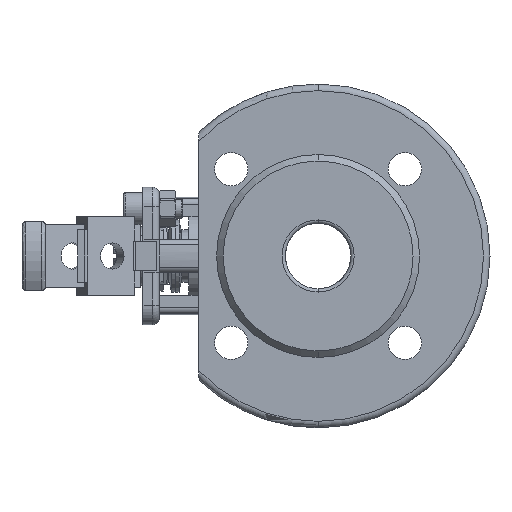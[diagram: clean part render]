
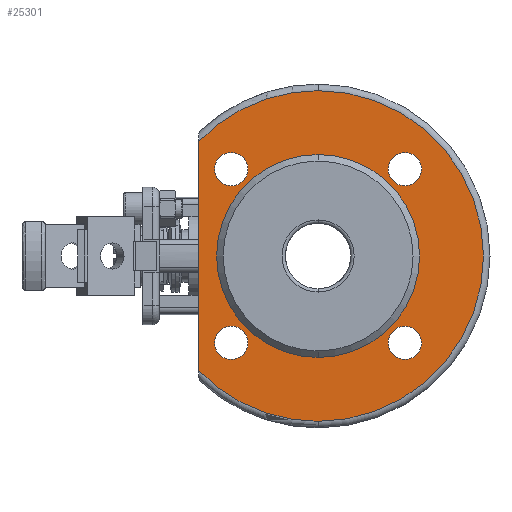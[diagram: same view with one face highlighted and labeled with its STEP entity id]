
A CAD part, left-side view. The second image highlights one B-rep face of the part: STEP entity #25301.
In plain terms, the highlighted planar face has unit normal (-1, 0, 0).
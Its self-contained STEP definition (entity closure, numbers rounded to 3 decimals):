
#504 = CARTESIAN_POINT ( 'NONE',  ( -20., 0., 0. ) ) ;
#1024 = EDGE_LOOP ( 'NONE', ( #33146, #29009 ) ) ;
#1378 = DIRECTION ( 'NONE',  ( -1., 0., 0. ) ) ;
#1560 = DIRECTION ( 'NONE',  ( -1., 0., 0. ) ) ;
#1769 = PLANE ( 'NONE',  #24878 ) ;
#1799 = DIRECTION ( 'NONE',  ( 0., 0., 1. ) ) ;
#1880 = CARTESIAN_POINT ( 'NONE',  ( -20., 36.5, 0. ) ) ;
#1925 = DIRECTION ( 'NONE',  ( -1., 0., 0. ) ) ;
#1977 = ORIENTED_EDGE ( 'NONE', *, *, #7499, .F. ) ;
#2120 = DIRECTION ( 'NONE',  ( 0., 0., 1. ) ) ;
#2662 = FACE_BOUND ( 'NONE', #23290, .T. ) ;
#2698 = DIRECTION ( 'NONE',  ( 0., 0., 1. ) ) ;
#3028 = AXIS2_PLACEMENT_3D ( 'NONE', #27219, #5249, #18949 ) ;
#3066 = AXIS2_PLACEMENT_3D ( 'NONE', #504, #6123, #5993 ) ;
#3083 = CARTESIAN_POINT ( 'NONE',  ( -20., 0., 0. ) ) ;
#3405 = EDGE_CURVE ( 'NONE', #29815, #33642, #16702, .T. ) ;
#4209 = ORIENTED_EDGE ( 'NONE', *, *, #19586, .F. ) ;
#4325 = ORIENTED_EDGE ( 'NONE', *, *, #10281, .F. ) ;
#4557 = VERTEX_POINT ( 'NONE', #17507 ) ;
#4654 = EDGE_CURVE ( 'NONE', #26472, #11626, #15796, .T. ) ;
#4691 = CARTESIAN_POINT ( 'NONE',  ( -20., 0., 50.5 ) ) ;
#4830 = VERTEX_POINT ( 'NONE', #14793 ) ;
#5139 = CARTESIAN_POINT ( 'NONE',  ( -20., 36.5, -34.9 ) ) ;
#5233 = AXIS2_PLACEMENT_3D ( 'NONE', #24715, #19629, #27632 ) ;
#5249 = DIRECTION ( 'NONE',  ( -1., 0., 0. ) ) ;
#5292 = DIRECTION ( 'NONE',  ( -1., 0., 0. ) ) ;
#5592 = VERTEX_POINT ( 'NONE', #33652 ) ;
#5940 = VECTOR ( 'NONE', #10526, 1000. ) ;
#5993 = DIRECTION ( 'NONE',  ( 0., 0., 1. ) ) ;
#6123 = DIRECTION ( 'NONE',  ( -1., 0., 0. ) ) ;
#7000 = EDGE_CURVE ( 'NONE', #19178, #26125, #30466, .T. ) ;
#7010 = DIRECTION ( 'NONE',  ( 0., 0., 1. ) ) ;
#7402 = DIRECTION ( 'NONE',  ( 0., 0., 1. ) ) ;
#7499 = EDGE_CURVE ( 'NONE', #13702, #4830, #32182, .T. ) ;
#7580 = EDGE_CURVE ( 'NONE', #7786, #5592, #36060, .T. ) ;
#7786 = VERTEX_POINT ( 'NONE', #13632 ) ;
#8312 = DIRECTION ( 'NONE',  ( 0., 0., 1. ) ) ;
#8319 = CIRCLE ( 'NONE', #3028, 50.5 ) ;
#9455 = AXIS2_PLACEMENT_3D ( 'NONE', #3083, #13752, #2698 ) ;
#10281 = EDGE_CURVE ( 'NONE', #20504, #4557, #11589, .T. ) ;
#10526 = DIRECTION ( 'NONE',  ( 0., 0., 1. ) ) ;
#10801 = CIRCLE ( 'NONE', #9455, 50.5 ) ;
#11380 = FACE_BOUND ( 'NONE', #21454, .T. ) ;
#11589 = LINE ( 'NONE', #1880, #5940 ) ;
#11626 = VERTEX_POINT ( 'NONE', #14569 ) ;
#11910 = EDGE_CURVE ( 'NONE', #26125, #19178, #12442, .T. ) ;
#12036 = DIRECTION ( 'NONE',  ( 0., 0., 1. ) ) ;
#12310 = EDGE_CURVE ( 'NONE', #28058, #4557, #28918, .T. ) ;
#12442 = CIRCLE ( 'NONE', #12798, 5.1 ) ;
#12798 = AXIS2_PLACEMENT_3D ( 'NONE', #21778, #1925, #35459 ) ;
#13057 = ORIENTED_EDGE ( 'NONE', *, *, #25536, .T. ) ;
#13632 = CARTESIAN_POINT ( 'NONE',  ( -20., 26.517, -31.617 ) ) ;
#13696 = CARTESIAN_POINT ( 'NONE',  ( -20., -26.517, -26.517 ) ) ;
#13702 = VERTEX_POINT ( 'NONE', #18268 ) ;
#13752 = DIRECTION ( 'NONE',  ( -1., 0., 0. ) ) ;
#14569 = CARTESIAN_POINT ( 'NONE',  ( -20., 26.517, 21.417 ) ) ;
#14793 = CARTESIAN_POINT ( 'NONE',  ( -20., -26.517, 21.417 ) ) ;
#15709 = FACE_BOUND ( 'NONE', #29310, .T. ) ;
#15796 = CIRCLE ( 'NONE', #33315, 5.1 ) ;
#16702 = CIRCLE ( 'NONE', #3066, 31. ) ;
#16719 = DIRECTION ( 'NONE',  ( -1., 0., 0. ) ) ;
#17184 = CIRCLE ( 'NONE', #33566, 5.1 ) ;
#17285 = EDGE_CURVE ( 'NONE', #4830, #13702, #17184, .T. ) ;
#17507 = CARTESIAN_POINT ( 'NONE',  ( -20., 36.5, 34.9 ) ) ;
#17680 = ORIENTED_EDGE ( 'NONE', *, *, #11910, .F. ) ;
#17832 = CARTESIAN_POINT ( 'NONE',  ( -20., 26.517, -26.517 ) ) ;
#18020 = CARTESIAN_POINT ( 'NONE',  ( -20., 26.517, 31.617 ) ) ;
#18268 = CARTESIAN_POINT ( 'NONE',  ( -20., -26.517, 31.617 ) ) ;
#18403 = CARTESIAN_POINT ( 'NONE',  ( -20., -26.517, -31.617 ) ) ;
#18949 = DIRECTION ( 'NONE',  ( 0., 0., 1. ) ) ;
#19178 = VERTEX_POINT ( 'NONE', #35084 ) ;
#19295 = DIRECTION ( 'NONE',  ( -1., 0., 0. ) ) ;
#19586 = EDGE_CURVE ( 'NONE', #5592, #7786, #34873, .T. ) ;
#19629 = DIRECTION ( 'NONE',  ( -1., 0., 0. ) ) ;
#20082 = ORIENTED_EDGE ( 'NONE', *, *, #7580, .F. ) ;
#20233 = EDGE_LOOP ( 'NONE', ( #27404, #1977 ) ) ;
#20504 = VERTEX_POINT ( 'NONE', #5139 ) ;
#21251 = DIRECTION ( 'NONE',  ( -1., 0., 0. ) ) ;
#21454 = EDGE_LOOP ( 'NONE', ( #20082, #4209 ) ) ;
#21778 = CARTESIAN_POINT ( 'NONE',  ( -20., -26.517, -26.517 ) ) ;
#21856 = DIRECTION ( 'NONE',  ( 0., 0., 1. ) ) ;
#22195 = AXIS2_PLACEMENT_3D ( 'NONE', #34768, #1560, #1799 ) ;
#22255 = FACE_BOUND ( 'NONE', #20233, .T. ) ;
#22702 = AXIS2_PLACEMENT_3D ( 'NONE', #25069, #5292, #8312 ) ;
#23290 = EDGE_LOOP ( 'NONE', ( #26426, #25075 ) ) ;
#23364 = CIRCLE ( 'NONE', #34041, 31. ) ;
#23897 = CARTESIAN_POINT ( 'NONE',  ( -20., -52.5, 0. ) ) ;
#24249 = CARTESIAN_POINT ( 'NONE',  ( -20., 26.517, 26.517 ) ) ;
#24715 = CARTESIAN_POINT ( 'NONE',  ( -20., -26.517, 26.517 ) ) ;
#24878 = AXIS2_PLACEMENT_3D ( 'NONE', #23897, #21251, #7402 ) ;
#24961 = CARTESIAN_POINT ( 'NONE',  ( -20., 0., -31. ) ) ;
#25069 = CARTESIAN_POINT ( 'NONE',  ( -20., 26.517, -26.517 ) ) ;
#25075 = ORIENTED_EDGE ( 'NONE', *, *, #4654, .F. ) ;
#25301 = ADVANCED_FACE ( 'NONE', ( #2662, #22255, #15709, #11380, #28778, #30923 ), #1769, .T. ) ;
#25536 = EDGE_CURVE ( 'NONE', #20504, #29212, #8319, .T. ) ;
#26125 = VERTEX_POINT ( 'NONE', #18403 ) ;
#26426 = ORIENTED_EDGE ( 'NONE', *, *, #28997, .F. ) ;
#26472 = VERTEX_POINT ( 'NONE', #18020 ) ;
#26885 = ORIENTED_EDGE ( 'NONE', *, *, #7000, .F. ) ;
#27219 = CARTESIAN_POINT ( 'NONE',  ( -20., 0., 0. ) ) ;
#27293 = CIRCLE ( 'NONE', #22195, 5.1 ) ;
#27404 = ORIENTED_EDGE ( 'NONE', *, *, #17285, .F. ) ;
#27632 = DIRECTION ( 'NONE',  ( 0., 0., 1. ) ) ;
#27690 = DIRECTION ( 'NONE',  ( 0., 0., 1. ) ) ;
#28058 = VERTEX_POINT ( 'NONE', #4691 ) ;
#28135 = ORIENTED_EDGE ( 'NONE', *, *, #33398, .T. ) ;
#28778 = FACE_OUTER_BOUND ( 'NONE', #29261, .T. ) ;
#28912 = DIRECTION ( 'NONE',  ( -1., 0., 0. ) ) ;
#28918 = CIRCLE ( 'NONE', #29092, 50.5 ) ;
#28997 = EDGE_CURVE ( 'NONE', #11626, #26472, #27293, .T. ) ;
#29009 = ORIENTED_EDGE ( 'NONE', *, *, #29265, .F. ) ;
#29092 = AXIS2_PLACEMENT_3D ( 'NONE', #34394, #28912, #12036 ) ;
#29212 = VERTEX_POINT ( 'NONE', #35443 ) ;
#29261 = EDGE_LOOP ( 'NONE', ( #4325, #13057, #28135, #31513 ) ) ;
#29265 = EDGE_CURVE ( 'NONE', #33642, #29815, #23364, .T. ) ;
#29310 = EDGE_LOOP ( 'NONE', ( #17680, #26885 ) ) ;
#29815 = VERTEX_POINT ( 'NONE', #24961 ) ;
#30466 = CIRCLE ( 'NONE', #32680, 5.1 ) ;
#30923 = FACE_BOUND ( 'NONE', #1024, .T. ) ;
#31513 = ORIENTED_EDGE ( 'NONE', *, *, #12310, .T. ) ;
#31546 = DIRECTION ( 'NONE',  ( -1., 0., 0. ) ) ;
#32182 = CIRCLE ( 'NONE', #5233, 5.1 ) ;
#32319 = CARTESIAN_POINT ( 'NONE',  ( -20., 0., 31. ) ) ;
#32680 = AXIS2_PLACEMENT_3D ( 'NONE', #13696, #16719, #21856 ) ;
#33146 = ORIENTED_EDGE ( 'NONE', *, *, #3405, .F. ) ;
#33315 = AXIS2_PLACEMENT_3D ( 'NONE', #24249, #35415, #2120 ) ;
#33398 = EDGE_CURVE ( 'NONE', #29212, #28058, #10801, .T. ) ;
#33399 = CARTESIAN_POINT ( 'NONE',  ( -20., 0., 0. ) ) ;
#33566 = AXIS2_PLACEMENT_3D ( 'NONE', #35014, #1378, #7010 ) ;
#33642 = VERTEX_POINT ( 'NONE', #32319 ) ;
#33652 = CARTESIAN_POINT ( 'NONE',  ( -20., 26.517, -21.417 ) ) ;
#34041 = AXIS2_PLACEMENT_3D ( 'NONE', #33399, #19295, #27690 ) ;
#34394 = CARTESIAN_POINT ( 'NONE',  ( -20., 0., 0. ) ) ;
#34710 = DIRECTION ( 'NONE',  ( 0., 0., 1. ) ) ;
#34768 = CARTESIAN_POINT ( 'NONE',  ( -20., 26.517, 26.517 ) ) ;
#34873 = CIRCLE ( 'NONE', #35664, 5.1 ) ;
#35014 = CARTESIAN_POINT ( 'NONE',  ( -20., -26.517, 26.517 ) ) ;
#35084 = CARTESIAN_POINT ( 'NONE',  ( -20., -26.517, -21.417 ) ) ;
#35415 = DIRECTION ( 'NONE',  ( -1., 0., 0. ) ) ;
#35443 = CARTESIAN_POINT ( 'NONE',  ( -20., 0., -50.5 ) ) ;
#35459 = DIRECTION ( 'NONE',  ( 0., 0., 1. ) ) ;
#35664 = AXIS2_PLACEMENT_3D ( 'NONE', #17832, #31546, #34710 ) ;
#36060 = CIRCLE ( 'NONE', #22702, 5.1 ) ;
